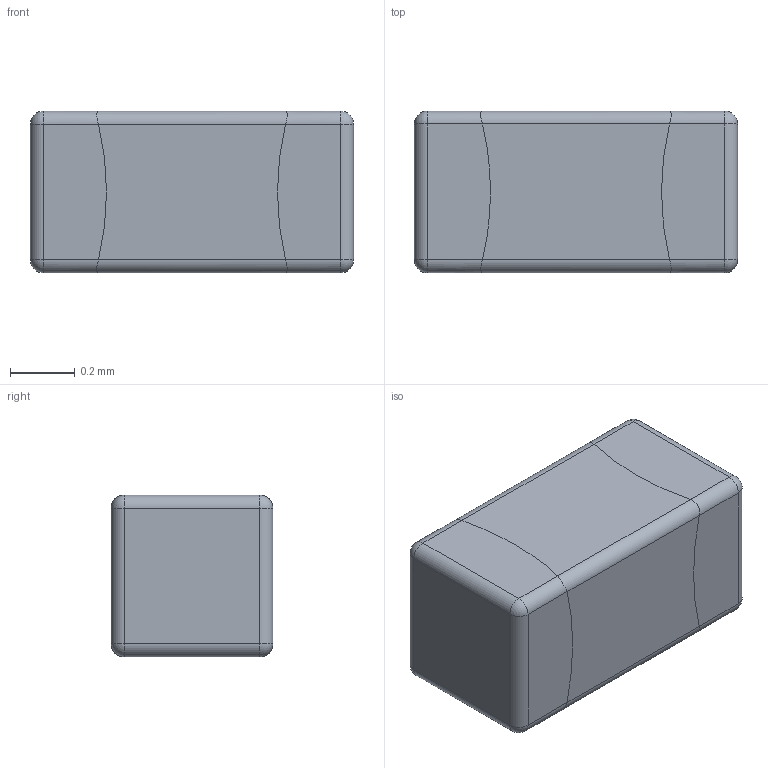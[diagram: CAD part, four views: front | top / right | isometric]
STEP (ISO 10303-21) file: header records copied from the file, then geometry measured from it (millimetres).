
FILE_DESCRIPTION (( 'STEP AP214' ), '1' );
FILE_NAME ('C0402.STEP', '2024-01-19T10:13:39', ( '' ), ( '' ), 'SwSTEP 2.0', 'SolidWorks 2021', '' );
FILE_SCHEMA (( 'AUTOMOTIVE_DESIGN' ));
Length unit declared in the file: millimetre
Products named in the file (1): C0402
Bounding box: 1 x 0.5 x 0.5 mm (x, y, z)
Volume: 0.2 mm3; surface area: 3.4 mm2
Topology: 3 solids, 3 shells, 70 faces, 168 edges, 88 vertices
Faces by surface type: cylinder 40, plane 14, bspline 8, sphere 8
Entity records: 2970 total; most frequent: CARTESIAN_POINT 783, ORIENTED_EDGE 304, DIRECTION 258, EDGE_CURVE 152, AXIS2_PLACEMENT_3D 107, VERTEX_POINT 88, UNCERTAINTY_MEASURE_WITH_UNIT 75, PRESENTATION_STYLE_ASSIGNMENT 74
